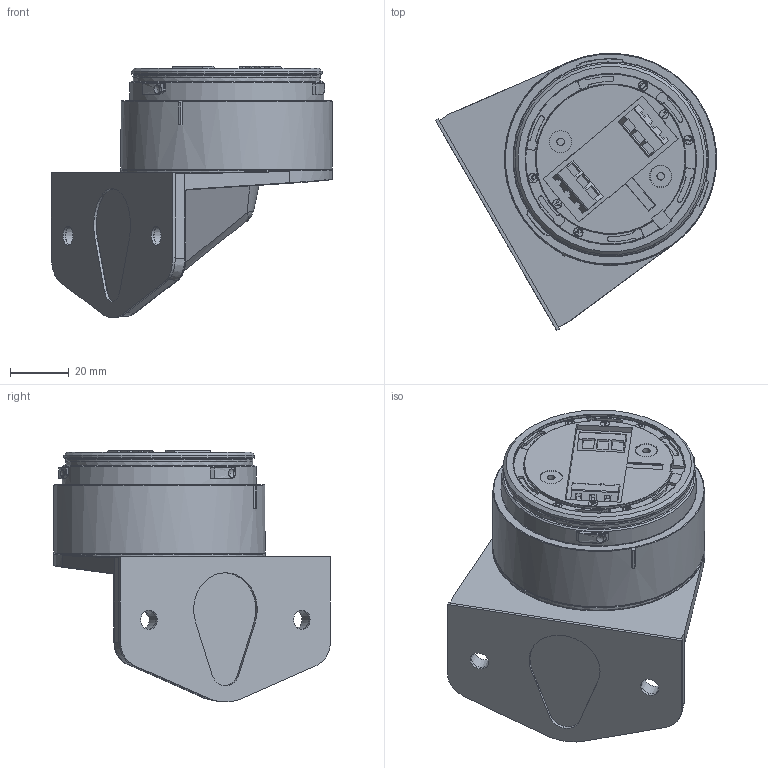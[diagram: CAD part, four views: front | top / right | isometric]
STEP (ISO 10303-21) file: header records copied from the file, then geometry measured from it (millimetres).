
FILE_DESCRIPTION(/* description */ (''),/* implementation_level */ '2;1');
FILE_NAME(/* name */ 'XMV.stp',/* time_stamp */ '2013-11-14T11:25:14+01:00',/* author */ (''),/* organization */ (''),/* preprocessor_version */ 'ST-DEVELOPER v11',/* originating_system */ 'SIEMENS PLM Software NX 7.5',/* authorisation */ '');
FILE_SCHEMA (('AUTOMOTIVE_DESIGN { 1 0 10303 214 1 1 1 1 }'));
Length unit declared in the file: millimetre
Products named in the file (1): m.neB80B8o2u
Bounding box: 95.59 x 94.21 x 85.59 mm (x, y, z)
Volume: 198423.5 mm3; surface area: 39584.7 mm2
Topology: 2 solids, 6 shells, 908 faces, 2299 edges, 1371 vertices
Faces by surface type: plane 295, bspline 196, cylinder 172, cone 114, sphere 59, torus 55, extrusion 17
Full cylindrical faces by diameter (mm): 3.1 x2, 3.2 x4, 6.5 x2, 7.6 x2, 8.5 x2, 63.7 x2, 65.1 x1, 72 x2
Entity records: 34094 total; most frequent: CARTESIAN_POINT 14015, ORIENTED_EDGE 4352, DIRECTION 3802, EDGE_CURVE 2176, AXIS2_PLACEMENT_3D 1469, VERTEX_POINT 1351, EDGE_LOOP 989, ADVANCED_FACE 908
